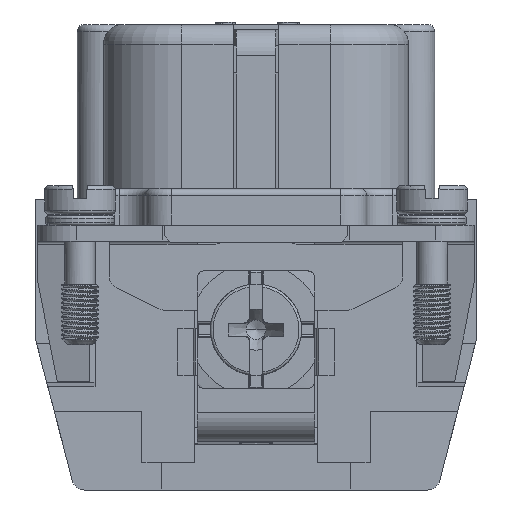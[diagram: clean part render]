
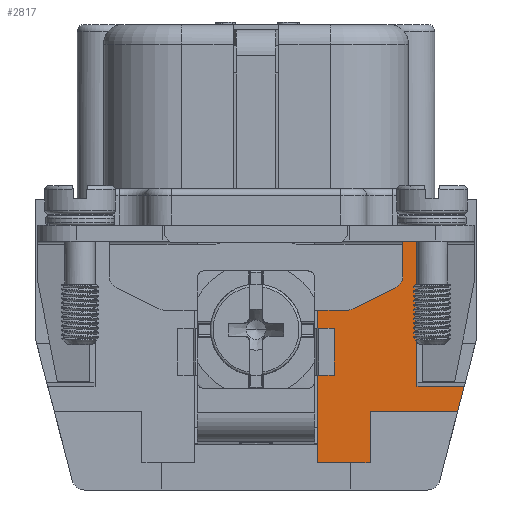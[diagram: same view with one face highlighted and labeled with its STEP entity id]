
A CAD part, left-side view. The second image highlights one B-rep face of the part: STEP entity #2817.
In plain terms, the highlighted planar face has unit normal (-1, 0, 0).
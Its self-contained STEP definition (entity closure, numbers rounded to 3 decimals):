
#2817=ADVANCED_FACE('',(#5668),#4647,.F.);
#4647=PLANE('',#35778);
#5668=FACE_OUTER_BOUND('',#7488,.T.);
#7488=EDGE_LOOP('',(#11951,#11952,#11953,#11954,#11955,#11956,#11957,#11958,
#11959,#11960));
#11951=ORIENTED_EDGE('',*,*,#25577,.T.);
#11952=ORIENTED_EDGE('',*,*,#25578,.T.);
#11953=ORIENTED_EDGE('',*,*,#25462,.T.);
#11954=ORIENTED_EDGE('',*,*,#25454,.F.);
#11955=ORIENTED_EDGE('',*,*,#25579,.T.);
#11956=ORIENTED_EDGE('',*,*,#25580,.T.);
#11957=ORIENTED_EDGE('',*,*,#25581,.F.);
#11958=ORIENTED_EDGE('',*,*,#25582,.T.);
#11959=ORIENTED_EDGE('',*,*,#25583,.F.);
#11960=ORIENTED_EDGE('',*,*,#25584,.F.);
#21813=VERTEX_POINT('',#49366);
#21814=VERTEX_POINT('',#49368);
#21818=VERTEX_POINT('',#49383);
#21893=VERTEX_POINT('',#49611);
#21894=VERTEX_POINT('',#49612);
#21895=VERTEX_POINT('',#49615);
#21896=VERTEX_POINT('',#49617);
#21897=VERTEX_POINT('',#49619);
#21898=VERTEX_POINT('',#49621);
#21899=VERTEX_POINT('',#49623);
#25454=EDGE_CURVE('',#21813,#21814,#30541,.T.);
#25462=EDGE_CURVE('',#21818,#21814,#30549,.T.);
#25577=EDGE_CURVE('',#21893,#21894,#30645,.T.);
#25578=EDGE_CURVE('',#21894,#21818,#30646,.T.);
#25579=EDGE_CURVE('',#21813,#21895,#30647,.T.);
#25580=EDGE_CURVE('',#21895,#21896,#30648,.T.);
#25581=EDGE_CURVE('',#21897,#21896,#30649,.T.);
#25582=EDGE_CURVE('',#21897,#21898,#30650,.T.);
#25583=EDGE_CURVE('',#21899,#21898,#30651,.T.);
#25584=EDGE_CURVE('',#21893,#21899,#30652,.T.);
#30541=LINE('',#49367,#33209);
#30549=LINE('',#49382,#33217);
#30645=LINE('',#49610,#33313);
#30646=LINE('',#49613,#33314);
#30647=LINE('',#49614,#33315);
#30648=LINE('',#49616,#33316);
#30649=LINE('',#49618,#33317);
#30650=LINE('',#49620,#33318);
#30651=LINE('',#49622,#33319);
#30652=LINE('',#49624,#33320);
#33209=VECTOR('',#39621,1.);
#33217=VECTOR('',#39635,1.);
#33313=VECTOR('',#39845,1.);
#33314=VECTOR('',#39846,1.);
#33315=VECTOR('',#39847,1.);
#33316=VECTOR('',#39848,1.);
#33317=VECTOR('',#39849,1.);
#33318=VECTOR('',#39850,1.);
#33319=VECTOR('',#39851,1.);
#33320=VECTOR('',#39852,1.);
#35778=AXIS2_PLACEMENT_3D('',#49625,#39853,#39854);
#39621=DIRECTION('',(0.,1.,0.));
#39635=DIRECTION('',(0.,0.,-1.));
#39845=DIRECTION('',(0.,0.,1.));
#39846=DIRECTION('',(0.,1.,0.));
#39847=DIRECTION('',(0.,0.,-1.));
#39848=DIRECTION('',(0.,-1.,0.));
#39849=DIRECTION('',(0.,0.,-1.));
#39850=DIRECTION('',(0.,-1.,0.));
#39851=DIRECTION('',(0.,0.252,-0.968));
#39852=DIRECTION('',(0.,-1.,0.));
#39853=DIRECTION('',(1.,0.,0.));
#39854=DIRECTION('',(0.,1.,0.));
#49366=CARTESIAN_POINT('',(-21.4,-4.7,-38.2));
#49367=CARTESIAN_POINT('',(-21.4,-2.45,-38.2));
#49368=CARTESIAN_POINT('',(-21.4,-4.25,-38.2));
#49382=CARTESIAN_POINT('',(-21.4,-4.25,-44.8));
#49383=CARTESIAN_POINT('',(-21.4,-4.25,-37.4));
#49610=CARTESIAN_POINT('',(-21.4,-12.35,-149.45));
#49611=CARTESIAN_POINT('',(-21.4,-12.35,-49.25));
#49612=CARTESIAN_POINT('',(-21.4,-12.35,-37.4));
#49613=CARTESIAN_POINT('',(-21.4,-4.25,-37.4));
#49614=CARTESIAN_POINT('',(-21.4,-4.7,-39.1));
#49615=CARTESIAN_POINT('',(-21.4,-4.7,-55.1));
#49616=CARTESIAN_POINT('',(-21.4,12.4,-55.1));
#49617=CARTESIAN_POINT('',(-21.4,-8.75,-55.1));
#49618=CARTESIAN_POINT('',(-21.4,-8.75,-50.2));
#49619=CARTESIAN_POINT('',(-21.4,-8.75,-51.2));
#49620=CARTESIAN_POINT('',(-21.4,12.4,-51.2));
#49621=CARTESIAN_POINT('',(-21.4,-15.465,-51.2));
#49622=CARTESIAN_POINT('',(-21.4,10.308,-149.996));
#49623=CARTESIAN_POINT('',(-21.4,-15.974,-49.25));
#49624=CARTESIAN_POINT('',(-21.4,-16.117,-49.25));
#49625=CARTESIAN_POINT('',(-21.4,12.4,-149.45));
